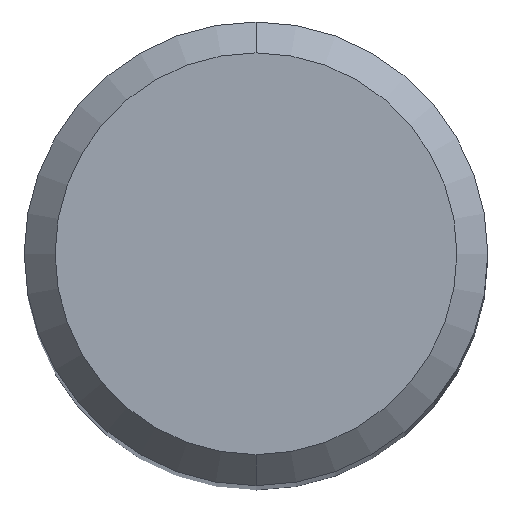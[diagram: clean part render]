
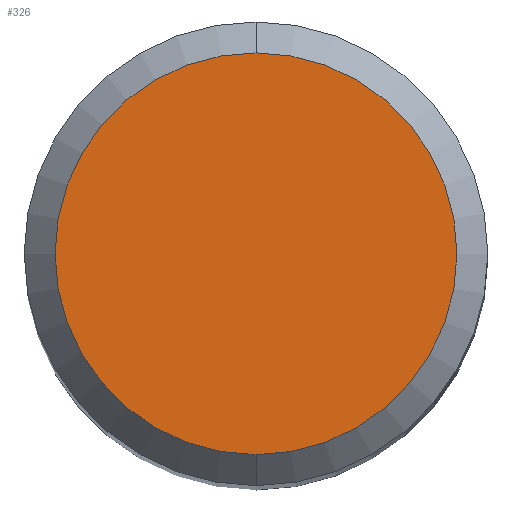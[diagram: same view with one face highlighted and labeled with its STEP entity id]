
A CAD part, top view. The second image highlights one B-rep face of the part: STEP entity #326.
In plain terms, the highlighted planar face has unit normal (0, 0, 1).
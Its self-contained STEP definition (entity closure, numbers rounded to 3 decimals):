
#306=VERTEX_POINT('',#612);
#320=VERTEX_POINT('',#628);
#326=ADVANCED_FACE('',(#634),#635,.T.);
#328=EDGE_CURVE('',#306,#320,#637,.T.);
#354=EDGE_CURVE('',#320,#306,#665,.T.);
#612=CARTESIAN_POINT('',(0.,-2.6,0.0));
#628=CARTESIAN_POINT('',(0.0,2.6,0.0));
#634=FACE_OUTER_BOUND('',#1162,.T.);
#635=PLANE('',#1163);
#637=CIRCLE('',#1166,2.6);
#665=CIRCLE('',#1230,2.6);
#1162=EDGE_LOOP('',(#1562,#1563));
#1163=AXIS2_PLACEMENT_3D('',#1564,#1565,#1566);
#1166=AXIS2_PLACEMENT_3D('',#1567,#1568,#1569);
#1230=AXIS2_PLACEMENT_3D('',#1598,#1599,#1600);
#1562=ORIENTED_EDGE('',*,*,#354,.F.);
#1563=ORIENTED_EDGE('',*,*,#328,.F.);
#1564=CARTESIAN_POINT('',(0.0,1.3,0.0));
#1565=DIRECTION('',(-0.0,0.0,1.0));
#1566=DIRECTION('',(0.0,-1.0,0.0));
#1567=CARTESIAN_POINT('',(0.0,0.0,0.0));
#1568=DIRECTION('',(0.0,0.0,-1.0));
#1569=DIRECTION('',(0.0,1.0,0.0));
#1598=CARTESIAN_POINT('',(0.0,0.0,0.0));
#1599=DIRECTION('',(0.0,0.0,-1.0));
#1600=DIRECTION('',(0.0,1.0,0.0));
